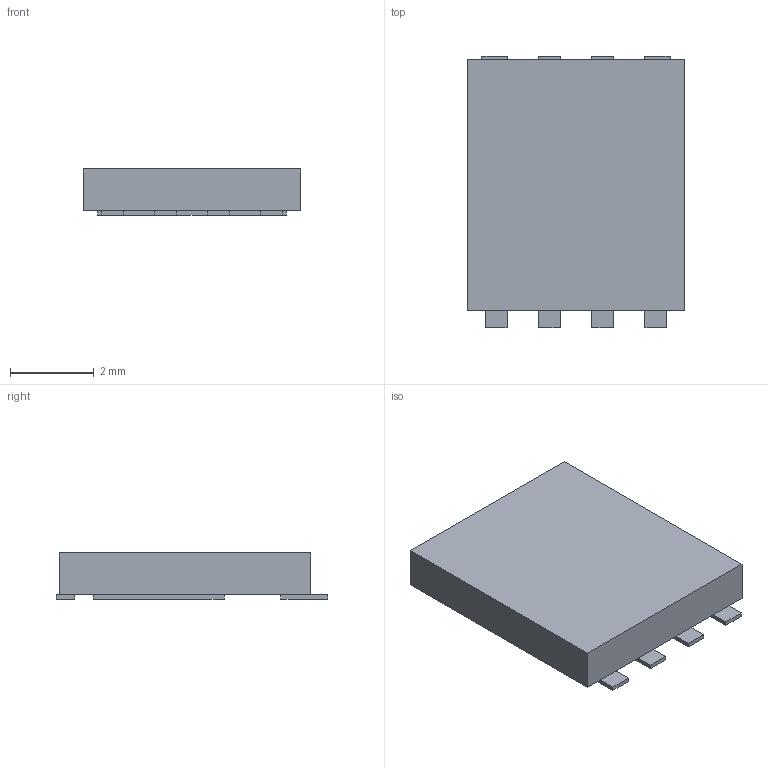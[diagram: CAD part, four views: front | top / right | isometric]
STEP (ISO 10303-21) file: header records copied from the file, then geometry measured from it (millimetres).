
FILE_DESCRIPTION(('FreeCAD Model'),'2;1');
FILE_NAME('15401429.1.3.stp','2022-03-13T02:29:26',( 'Author'),(''),'Open CASCADE STEP processor 6.9','FreeCAD','Unknown' );
FILE_SCHEMA(('AUTOMOTIVE_DESIGN { 1 0 10303 214 1 1 1 1 }'));
Length unit declared in the file: millimetre
Products named in the file (3): ASSEMBLY; Body; Pins
Assembly tree (2 placements, depth 2):
  ASSEMBLY
    Body
    Pins
Bounding box: 5.2 x 6.48 x 1.1 mm (x, y, z)
Volume: 32.7 mm3; surface area: 118.8 mm2
Topology: 10 solids, 10 shells, 60 faces, 120 edges, 80 vertices
Faces by surface type: plane 60
Entity records: 3206 total; most frequent: CARTESIAN_POINT 503, DIRECTION 486, LINE 360, VECTOR 360, ORIENTED_EDGE 240, PCURVE 240, DEFINITIONAL_REPRESENTATION 240, EDGE_CURVE 120
